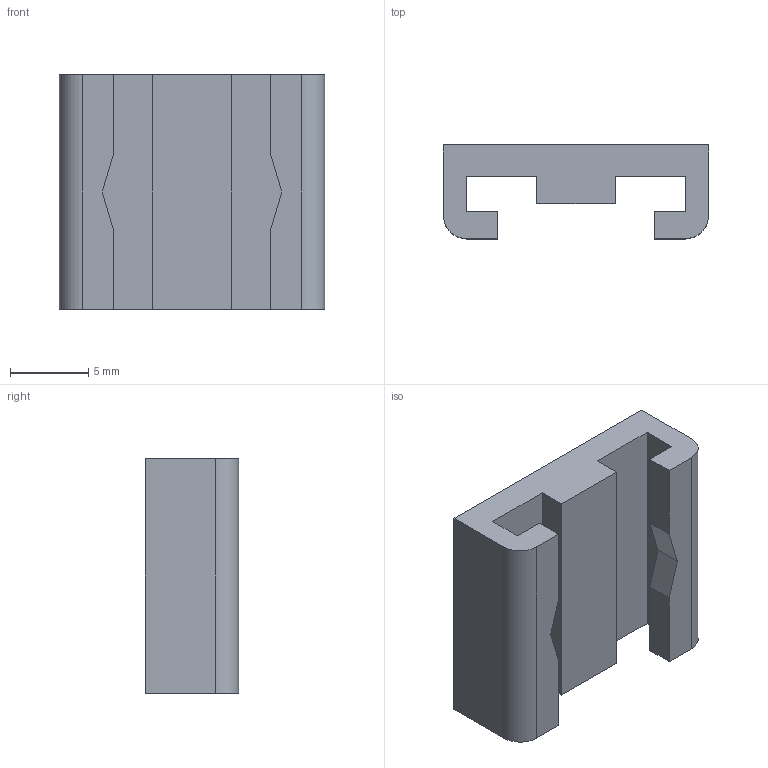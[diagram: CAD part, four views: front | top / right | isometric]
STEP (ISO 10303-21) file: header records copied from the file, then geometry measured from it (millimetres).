
FILE_DESCRIPTION(/* description */ ('Alibre Inc.'),/* implementation_level */ '2;1');
FILE_NAME(/* name */ 'export0',/* time_stamp */ '2014-01-10T17:46:46-08:00',/* author */ (''),/* organization */ (''),/* preprocessor_version */ 'ST-DEVELOPER v14',/* originating_system */ 'Alibre',/* authorisation */ '');
FILE_SCHEMA (('CONFIG_CONTROL_DESIGN'));
Length unit declared in the file: centimetre
Products named in the file (1): ID_1
Bounding box: 17 x 6 x 15 mm (x, y, z)
Volume: 905.2 mm3; surface area: 1078 mm2
Topology: 1 solids, 1 shells, 26 faces, 72 edges, 48 vertices
Faces by surface type: plane 24, cylinder 2
Entity records: 845 total; most frequent: ORIENTED_EDGE 144, CARTESIAN_POINT 137, DIRECTION 95, EDGE_CURVE 72, VECTOR 62, LINE 62, VERTEX_POINT 48, AXIS2_PLACEMENT_3D 27
